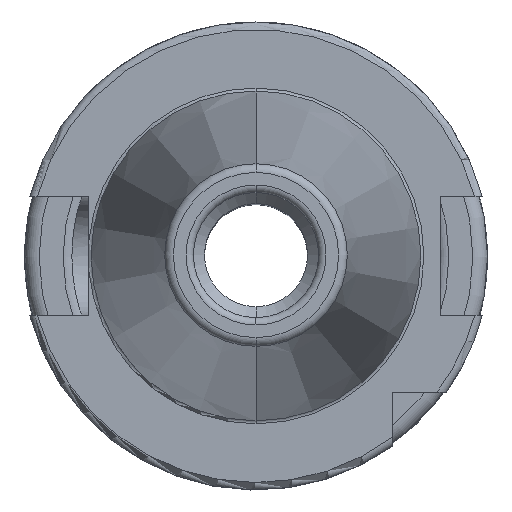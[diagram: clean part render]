
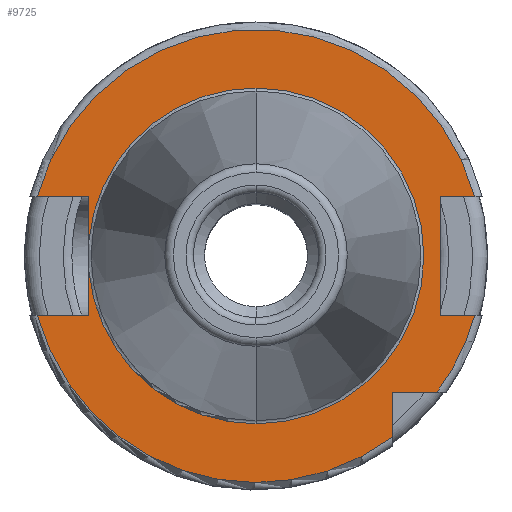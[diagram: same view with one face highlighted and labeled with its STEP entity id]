
A CAD part, top view. The second image highlights one B-rep face of the part: STEP entity #9725.
In plain terms, the highlighted planar face has unit normal (0, 0, 1).
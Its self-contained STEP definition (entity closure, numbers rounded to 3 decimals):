
#2585=CARTESIAN_POINT('',(0,0,15.9));
#2586=DIRECTION('',(0,0,-1));
#2587=DIRECTION('',(0,1,0));
#2588=AXIS2_PLACEMENT_3D('',#2585,#2586,#2587);
#2600=CARTESIAN_POINT('',(0,0,15.9));
#2601=DIRECTION('',(0,0,1));
#2602=DIRECTION('',(0,1,0));
#2603=AXIS2_PLACEMENT_3D('',#2600,#2601,#2602);
#2615=CARTESIAN_POINT('',(0,0,15.9));
#2616=DIRECTION('',(0,0,1));
#2617=DIRECTION('',(-0.996,-0.094,0));
#2618=AXIS2_PLACEMENT_3D('',#2615,#2616,#2617);
#3187=CARTESIAN_POINT('',(0,0,15.9));
#3188=DIRECTION('',(0,0,1));
#3189=DIRECTION('',(0.965,0.262,0));
#3190=AXIS2_PLACEMENT_3D('',#3187,#3188,#3189);
#3238=CARTESIAN_POINT('',(0,0,15.9));
#3239=DIRECTION('',(0,0,1));
#3240=DIRECTION('',(-0.965,-0.262,0));
#3241=AXIS2_PLACEMENT_3D('',#3238,#3239,#3240);
#3254=DIRECTION('',(1,0,0));
#3255=VECTOR('',#3254,7.004);
#3256=CARTESIAN_POINT('',(-29.704,-8.05,15.9));
#3257=LINE('',#3256,#3255);
#3258=DIRECTION('',(0,1,0));
#3259=VECTOR('',#3258,5.917);
#3260=CARTESIAN_POINT('',(-22.7,-8.05,15.9));
#3261=LINE('',#3260,#3259);
#3262=DIRECTION('',(0,1,0));
#3263=VECTOR('',#3262,5.917);
#3264=CARTESIAN_POINT('',(-22.7,2.133,15.9));
#3265=LINE('',#3264,#3263);
#3266=DIRECTION('',(1,0,0));
#3267=VECTOR('',#3266,7.004);
#3268=CARTESIAN_POINT('',(-29.704,8.05,15.9));
#3269=LINE('',#3268,#3267);
#3270=DIRECTION('',(-1,0,0));
#3271=VECTOR('',#3270,4.704);
#3272=CARTESIAN_POINT('',(29.704,8.05,15.9));
#3273=LINE('',#3272,#3271);
#3274=DIRECTION('',(0,-1,0));
#3275=VECTOR('',#3274,16.1);
#3276=CARTESIAN_POINT('',(25,8.05,15.9));
#3277=LINE('',#3276,#3275);
#3278=DIRECTION('',(-1,0,0));
#3279=VECTOR('',#3278,4.704);
#3280=CARTESIAN_POINT('',(29.704,-8.05,15.9));
#3281=LINE('',#3280,#3279);
#3282=CARTESIAN_POINT('',(0,0,15.9));
#3283=DIRECTION('',(0,0,1));
#3284=DIRECTION('',(0.799,-0.601,0));
#3285=AXIS2_PLACEMENT_3D('',#3282,#3283,#3284);
#3287=DIRECTION('',(-1,0,0));
#3288=VECTOR('',#3287,6.094);
#3289=CARTESIAN_POINT('',(24.594,-18.5,15.9));
#3290=LINE('',#3289,#3288);
#3291=DIRECTION('',(0,1,0));
#3292=VECTOR('',#3291,6.094);
#3293=CARTESIAN_POINT('',(18.5,-24.594,15.9));
#3294=LINE('',#3293,#3292);
#3942=CARTESIAN_POINT('',(0,22.8,15.9));
#3944=VERTEX_POINT('',#3942);
#3964=CARTESIAN_POINT('',(0,-22.8,15.9));
#3966=VERTEX_POINT('',#3964);
#4104=CARTESIAN_POINT('',(-29.704,-8.05,15.9));
#4105=CARTESIAN_POINT('',(-22.7,-8.05,15.9));
#4106=VERTEX_POINT('',#4104);
#4107=VERTEX_POINT('',#4105);
#4108=CARTESIAN_POINT('',(-22.7,-2.133,15.9));
#4109=VERTEX_POINT('',#4108);
#4110=CARTESIAN_POINT('',(-22.7,2.133,15.9));
#4111=CARTESIAN_POINT('',(-22.7,8.05,15.9));
#4112=VERTEX_POINT('',#4110);
#4113=VERTEX_POINT('',#4111);
#4114=CARTESIAN_POINT('',(-29.704,8.05,15.9));
#4115=VERTEX_POINT('',#4114);
#4116=CARTESIAN_POINT('',(25,8.05,15.9));
#4117=CARTESIAN_POINT('',(25,-8.05,15.9));
#4118=VERTEX_POINT('',#4116);
#4119=VERTEX_POINT('',#4117);
#4120=CARTESIAN_POINT('',(29.704,-8.05,15.9));
#4121=VERTEX_POINT('',#4120);
#4122=CARTESIAN_POINT('',(29.704,8.05,15.9));
#4123=VERTEX_POINT('',#4122);
#4124=CARTESIAN_POINT('',(18.5,-24.594,15.9));
#4125=CARTESIAN_POINT('',(18.5,-18.5,15.9));
#4126=VERTEX_POINT('',#4124);
#4127=VERTEX_POINT('',#4125);
#4128=CARTESIAN_POINT('',(24.594,-18.5,15.9));
#4129=VERTEX_POINT('',#4128);
#9701=CARTESIAN_POINT('',(0,0,15.9));
#9702=DIRECTION('',(0,0,-1));
#9703=DIRECTION('',(0,-1,0));
#9704=AXIS2_PLACEMENT_3D('',#9701,#9702,#9703);
#9705=PLANE('',#9704);
#9706=ORIENTED_EDGE('',*,*,#9161,.T.);
#9707=ORIENTED_EDGE('',*,*,#9146,.T.);
#9708=ORIENTED_EDGE('',*,*,#9127,.T.);
#9709=ORIENTED_EDGE('',*,*,#9107,.F.);
#9710=ORIENTED_EDGE('',*,*,#9122,.T.);
#9711=ORIENTED_EDGE('',*,*,#9143,.T.);
#9712=ORIENTED_EDGE('',*,*,#9231,.F.);
#9713=ORIENTED_EDGE('',*,*,#9679,.F.);
#9715=ORIENTED_EDGE('',*,*,#9714,.T.);
#9717=ORIENTED_EDGE('',*,*,#9716,.T.);
#9718=ORIENTED_EDGE('',*,*,#4659,.F.);
#9719=ORIENTED_EDGE('',*,*,#9669,.F.);
#9720=ORIENTED_EDGE('',*,*,#9284,.T.);
#9721=ORIENTED_EDGE('',*,*,#9335,.F.);
#9722=ORIENTED_EDGE('',*,*,#9695,.F.);
#9723=EDGE_LOOP('',(#9706,#9707,#9708,#9709,#9710,#9711,#9712,#9713,#9715,#9717,
#9718,#9719,#9720,#9721,#9722));
#9724=FACE_OUTER_BOUND('',#9723,.F.);
#9725=ADVANCED_FACE('',(#9724),#9705,.F.);
#2589=CIRCLE('',#2588,22.8);
#2604=CIRCLE('',#2603,22.8);
#2619=CIRCLE('',#2618,22.8);
#3191=CIRCLE('',#3190,30.775);
#3242=CIRCLE('',#3241,30.775);
#3286=CIRCLE('',#3285,30.775);
#4659=EDGE_CURVE('',#4121,#4119,#3281,.T.);
#9107=EDGE_CURVE('',#3944,#3966,#2589,.T.);
#9122=EDGE_CURVE('',#3944,#4112,#2604,.T.);
#9127=EDGE_CURVE('',#4109,#3966,#2619,.T.);
#9143=EDGE_CURVE('',#4112,#4113,#3265,.T.);
#9146=EDGE_CURVE('',#4107,#4109,#3261,.T.);
#9161=EDGE_CURVE('',#4106,#4107,#3257,.T.);
#9231=EDGE_CURVE('',#4115,#4113,#3269,.T.);
#9284=EDGE_CURVE('',#4129,#4127,#3290,.T.);
#9335=EDGE_CURVE('',#4126,#4127,#3294,.T.);
#9669=EDGE_CURVE('',#4129,#4121,#3286,.T.);
#9679=EDGE_CURVE('',#4123,#4115,#3191,.T.);
#9695=EDGE_CURVE('',#4106,#4126,#3242,.T.);
#9714=EDGE_CURVE('',#4123,#4118,#3273,.T.);
#9716=EDGE_CURVE('',#4118,#4119,#3277,.T.);
